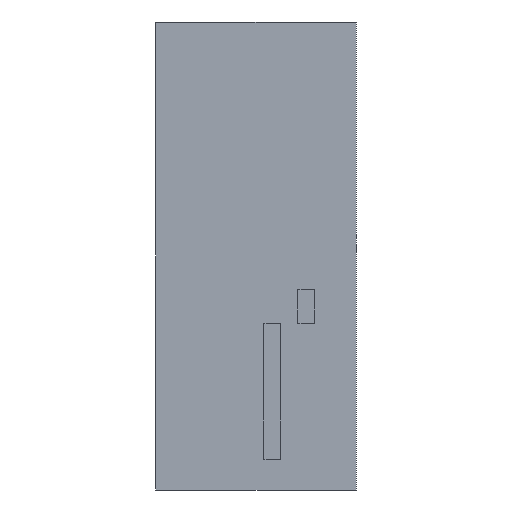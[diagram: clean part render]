
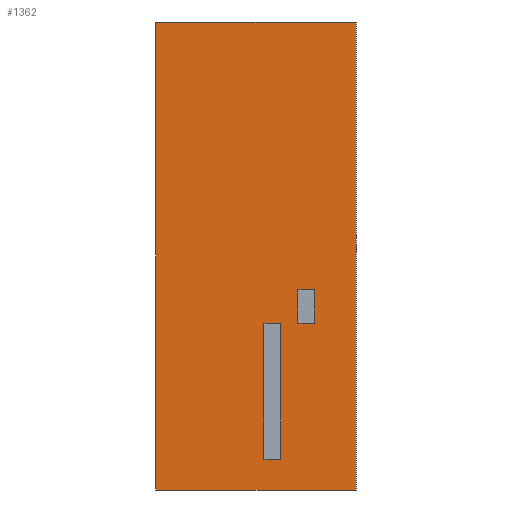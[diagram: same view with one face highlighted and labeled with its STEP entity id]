
A CAD part, front view. The second image highlights one B-rep face of the part: STEP entity #1362.
In plain terms, the highlighted planar face has unit normal (0, -1, 0).
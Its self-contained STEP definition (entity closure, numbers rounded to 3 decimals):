
#88 = VERTEX_POINT ( 'NONE', #94 ) ;
#94 = CARTESIAN_POINT ( 'NONE',  ( 8.8, 0., -5. ) ) ;
#119 = LINE ( 'NONE', #2333, #228 ) ;
#132 = VERTEX_POINT ( 'NONE', #859 ) ;
#142 = VECTOR ( 'NONE', #611, 1000. ) ;
#208 = ORIENTED_EDGE ( 'NONE', *, *, #1928, .F. ) ;
#221 = CARTESIAN_POINT ( 'NONE',  ( 15., 0., 35. ) ) ;
#228 = VECTOR ( 'NONE', #1274, 1000. ) ;
#249 = ORIENTED_EDGE ( 'NONE', *, *, #1135, .F. ) ;
#305 = DIRECTION ( 'NONE',  ( -1., 0., 0. ) ) ;
#307 = ORIENTED_EDGE ( 'NONE', *, *, #456, .F. ) ;
#324 = EDGE_LOOP ( 'NONE', ( #1634, #307, #1211, #1430 ) ) ;
#352 = DIRECTION ( 'NONE',  ( 0., 0., 1. ) ) ;
#374 = CARTESIAN_POINT ( 'NONE',  ( 15., 0., -35. ) ) ;
#376 = LINE ( 'NONE', #221, #1308 ) ;
#426 = LINE ( 'NONE', #2263, #142 ) ;
#456 = EDGE_CURVE ( 'NONE', #2090, #1982, #1725, .T. ) ;
#458 = FACE_BOUND ( 'NONE', #714, .T. ) ;
#476 = LINE ( 'NONE', #627, #1510 ) ;
#496 = VECTOR ( 'NONE', #1027, 1000. ) ;
#571 = VERTEX_POINT ( 'NONE', #1939 ) ;
#600 = VECTOR ( 'NONE', #352, 1000. ) ;
#611 = DIRECTION ( 'NONE',  ( 1., 0., 0. ) ) ;
#627 = CARTESIAN_POINT ( 'NONE',  ( 6.26, 0., -5. ) ) ;
#652 = LINE ( 'NONE', #1401, #496 ) ;
#705 = CARTESIAN_POINT ( 'NONE',  ( -15., 0., 35. ) ) ;
#714 = EDGE_LOOP ( 'NONE', ( #2094, #2210, #1451, #249 ) ) ;
#721 = VERTEX_POINT ( 'NONE', #1992 ) ;
#727 = VECTOR ( 'NONE', #2025, 1000. ) ;
#733 = DIRECTION ( 'NONE',  ( 0., 0., -1. ) ) ;
#755 = CARTESIAN_POINT ( 'NONE',  ( 3.72, 0., -10.08 ) ) ;
#760 = EDGE_CURVE ( 'NONE', #820, #2090, #1304, .T. ) ;
#766 = CARTESIAN_POINT ( 'NONE',  ( 3.72, 0., -10.08 ) ) ;
#788 = CARTESIAN_POINT ( 'NONE',  ( 0., 0., 0. ) ) ;
#804 = PLANE ( 'NONE',  #1491 ) ;
#815 = DIRECTION ( 'NONE',  ( 0., 0., -1. ) ) ;
#820 = VERTEX_POINT ( 'NONE', #1475 ) ;
#841 = LINE ( 'NONE', #1222, #2235 ) ;
#844 = LINE ( 'NONE', #1735, #1175 ) ;
#859 = CARTESIAN_POINT ( 'NONE',  ( 3.72, 0., -30.4 ) ) ;
#865 = EDGE_CURVE ( 'NONE', #132, #2049, #948, .T. ) ;
#948 = LINE ( 'NONE', #755, #600 ) ;
#968 = DIRECTION ( 'NONE',  ( 0., -1., 0. ) ) ;
#989 = VECTOR ( 'NONE', #1759, 1000. ) ;
#993 = CARTESIAN_POINT ( 'NONE',  ( 1.18, 0., -10.08 ) ) ;
#1027 = DIRECTION ( 'NONE',  ( 0., 0., 1. ) ) ;
#1035 = EDGE_CURVE ( 'NONE', #571, #88, #652, .T. ) ;
#1048 = DIRECTION ( 'NONE',  ( -1., 0., 0. ) ) ;
#1067 = CARTESIAN_POINT ( 'NONE',  ( 6.26, 0., -5. ) ) ;
#1083 = LINE ( 'NONE', #2155, #989 ) ;
#1096 = VERTEX_POINT ( 'NONE', #705 ) ;
#1135 = EDGE_CURVE ( 'NONE', #1357, #721, #119, .T. ) ;
#1175 = VECTOR ( 'NONE', #1574, 1000. ) ;
#1207 = DIRECTION ( 'NONE',  ( -1., 0., 0. ) ) ;
#1211 = ORIENTED_EDGE ( 'NONE', *, *, #760, .F. ) ;
#1222 = CARTESIAN_POINT ( 'NONE',  ( 1.18, 0., -10.08 ) ) ;
#1241 = EDGE_CURVE ( 'NONE', #1096, #820, #376, .T. ) ;
#1274 = DIRECTION ( 'NONE',  ( 0., 0., -1. ) ) ;
#1304 = LINE ( 'NONE', #1861, #727 ) ;
#1308 = VECTOR ( 'NONE', #1489, 1000. ) ;
#1352 = ORIENTED_EDGE ( 'NONE', *, *, #1894, .F. ) ;
#1357 = VERTEX_POINT ( 'NONE', #993 ) ;
#1362 = ADVANCED_FACE ( 'NONE', ( #1902, #458, #2246 ), #804, .T. ) ;
#1394 = VERTEX_POINT ( 'NONE', #2060 ) ;
#1395 = CARTESIAN_POINT ( 'NONE',  ( 15., 0., -35. ) ) ;
#1401 = CARTESIAN_POINT ( 'NONE',  ( 8.8, 0., -5. ) ) ;
#1430 = ORIENTED_EDGE ( 'NONE', *, *, #1241, .F. ) ;
#1446 = VECTOR ( 'NONE', #733, 1000. ) ;
#1451 = ORIENTED_EDGE ( 'NONE', *, *, #2324, .F. ) ;
#1475 = CARTESIAN_POINT ( 'NONE',  ( 15., 0., 35. ) ) ;
#1489 = DIRECTION ( 'NONE',  ( 1., 0., 0. ) ) ;
#1491 = AXIS2_PLACEMENT_3D ( 'NONE', #788, #968, #815 ) ;
#1506 = ORIENTED_EDGE ( 'NONE', *, *, #1035, .F. ) ;
#1510 = VECTOR ( 'NONE', #1207, 1000. ) ;
#1550 = EDGE_CURVE ( 'NONE', #2049, #1357, #841, .T. ) ;
#1574 = DIRECTION ( 'NONE',  ( 1., 0., 0. ) ) ;
#1597 = EDGE_CURVE ( 'NONE', #1982, #1096, #1083, .T. ) ;
#1605 = VECTOR ( 'NONE', #1048, 1000. ) ;
#1634 = ORIENTED_EDGE ( 'NONE', *, *, #1597, .F. ) ;
#1718 = CARTESIAN_POINT ( 'NONE',  ( 6.26, 0., -5. ) ) ;
#1725 = LINE ( 'NONE', #1395, #1605 ) ;
#1735 = CARTESIAN_POINT ( 'NONE',  ( 1.18, 0., -30.4 ) ) ;
#1759 = DIRECTION ( 'NONE',  ( 0., 0., 1. ) ) ;
#1819 = CARTESIAN_POINT ( 'NONE',  ( -15., 0., -35. ) ) ;
#1861 = CARTESIAN_POINT ( 'NONE',  ( 15., 0., -35. ) ) ;
#1894 = EDGE_CURVE ( 'NONE', #88, #2177, #476, .T. ) ;
#1902 = FACE_OUTER_BOUND ( 'NONE', #324, .T. ) ;
#1928 = EDGE_CURVE ( 'NONE', #2177, #1394, #2353, .T. ) ;
#1939 = CARTESIAN_POINT ( 'NONE',  ( 8.8, 0., -10.08 ) ) ;
#1982 = VERTEX_POINT ( 'NONE', #1819 ) ;
#1992 = CARTESIAN_POINT ( 'NONE',  ( 1.18, 0., -30.4 ) ) ;
#2025 = DIRECTION ( 'NONE',  ( 0., 0., -1. ) ) ;
#2049 = VERTEX_POINT ( 'NONE', #766 ) ;
#2060 = CARTESIAN_POINT ( 'NONE',  ( 6.26, 0., -10.08 ) ) ;
#2090 = VERTEX_POINT ( 'NONE', #374 ) ;
#2094 = ORIENTED_EDGE ( 'NONE', *, *, #1550, .F. ) ;
#2155 = CARTESIAN_POINT ( 'NONE',  ( -15., 0., -35. ) ) ;
#2177 = VERTEX_POINT ( 'NONE', #1718 ) ;
#2200 = EDGE_LOOP ( 'NONE', ( #1352, #1506, #2349, #208 ) ) ;
#2210 = ORIENTED_EDGE ( 'NONE', *, *, #865, .F. ) ;
#2235 = VECTOR ( 'NONE', #305, 1000. ) ;
#2244 = EDGE_CURVE ( 'NONE', #1394, #571, #426, .T. ) ;
#2246 = FACE_BOUND ( 'NONE', #2200, .T. ) ;
#2263 = CARTESIAN_POINT ( 'NONE',  ( 6.26, 0., -10.08 ) ) ;
#2324 = EDGE_CURVE ( 'NONE', #721, #132, #844, .T. ) ;
#2333 = CARTESIAN_POINT ( 'NONE',  ( 1.18, 0., -10.08 ) ) ;
#2349 = ORIENTED_EDGE ( 'NONE', *, *, #2244, .F. ) ;
#2353 = LINE ( 'NONE', #1067, #1446 ) ;
